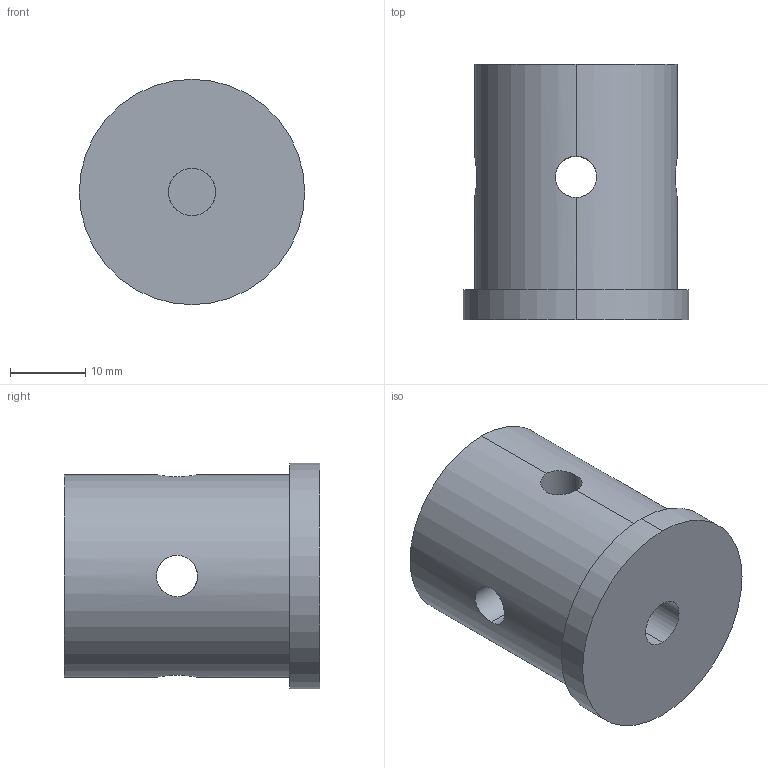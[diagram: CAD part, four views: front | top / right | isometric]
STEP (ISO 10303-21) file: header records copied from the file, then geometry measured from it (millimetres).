
FILE_DESCRIPTION (( 'STEP AP203' ), '1' );
FILE_NAME ('shaft_to_motor_mount.STEP', '2024-10-31T10:09:09', ( '' ), ( '' ), 'SwSTEP 2.0', 'SolidWorks 2023', '' );
FILE_SCHEMA (( 'CONFIG_CONTROL_DESIGN' ));
Length unit declared in the file: millimetre
Products named in the file (1): shaft_to_motor_mount
Bounding box: 30 x 34 x 30 mm (x, y, z)
Volume: 18063.9 mm3; surface area: 5474.7 mm2
Topology: 1 solids, 1 shells, 20 faces, 62 edges, 40 vertices
Faces by surface type: cylinder 16, plane 4
Entity records: 1123 total; most frequent: CARTESIAN_POINT 539, ORIENTED_EDGE 124, DIRECTION 84, EDGE_CURVE 62, VERTEX_POINT 40, AXIS2_PLACEMENT_3D 33, B_SPLINE_CURVE_WITH_KNOTS 24, EDGE_LOOP 24
